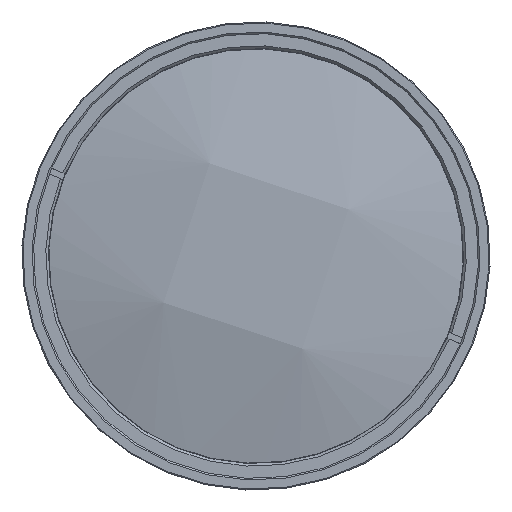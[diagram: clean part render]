
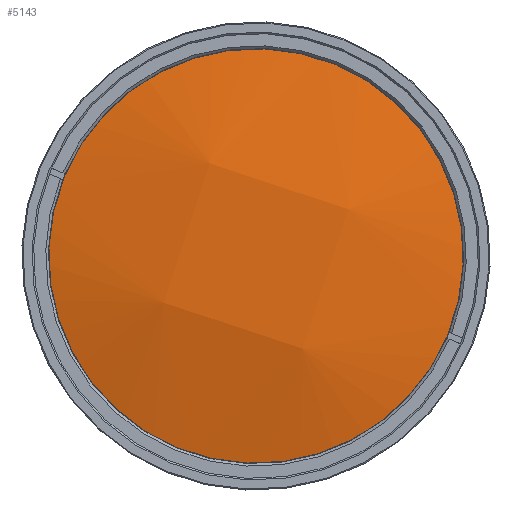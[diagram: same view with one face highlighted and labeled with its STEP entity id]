
A CAD part, left-side view. The second image highlights one B-rep face of the part: STEP entity #5143.
In plain terms, the highlighted free-form (B-spline) face has degree [3, 3] with [4, 4] control points.
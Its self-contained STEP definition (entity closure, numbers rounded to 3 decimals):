
#122 = FACE_OUTER_BOUND ( 'NONE', #4384, .T. ) ;
#471 = EDGE_CURVE ( 'NONE', #9518, #7749, #2091, .T. ) ;
#1199 = ORIENTED_EDGE ( 'NONE', *, *, #3084, .T. ) ;
#1535 =( BOUNDED_SURFACE ( )  B_SPLINE_SURFACE ( 3, 3, ( 
 ( #8402, #3062, #13597, #1931 ),
 ( #2975, #5708, #7143, #1674 ),
 ( #8235, #5787, #16005, #10866 ),
 ( #13428, #10780, #12053, #4414 ) ),
 .UNSPECIFIED., .F., .F., .F. ) 
 B_SPLINE_SURFACE_WITH_KNOTS ( ( 4, 4 ),
 ( 4, 4 ),
 ( 0., 1. ),
 ( 0., 1. ),
 .UNSPECIFIED. ) 
 GEOMETRIC_REPRESENTATION_ITEM ( )  RATIONAL_B_SPLINE_SURFACE ( (
 ( 1., 0.972, 0.972, 1.),
 ( 0.972, 0.945, 0.945, 0.972),
 ( 0.972, 0.945, 0.945, 0.972),
 ( 1., 0.972, 0.972, 1.) ) ) 
 REPRESENTATION_ITEM ( '' )  SURFACE ( )  );
#1674 = CARTESIAN_POINT ( 'NONE',  ( -198.299, -44.968, 0.328 ) ) ;
#1735 = CARTESIAN_POINT ( 'NONE',  ( -196.419, 39.397, 13.044 ) ) ;
#1931 = CARTESIAN_POINT ( 'NONE',  ( -190.376, -51.431, 27.349 ) ) ;
#2091 = CIRCLE ( 'NONE', #4813, 41.5 ) ;
#2529 = CARTESIAN_POINT ( 'NONE',  ( -196.419, -39.397, -13.044 ) ) ;
#2975 = CARTESIAN_POINT ( 'NONE',  ( -198.299, 35.888, 27.098 ) ) ;
#3062 = CARTESIAN_POINT ( 'NONE',  ( -198.241, -0.149, 44.328 ) ) ;
#3084 = EDGE_CURVE ( 'NONE', #7749, #9518, #3409, .T. ) ;
#3409 = CIRCLE ( 'NONE', #10467, 41.5 ) ;
#3507 = DIRECTION ( 'NONE',  ( 0., 0.949, 0.314 ) ) ;
#4076 = DIRECTION ( 'NONE',  ( 0., 0.949, 0.314 ) ) ;
#4384 = EDGE_LOOP ( 'NONE', ( #1199, #14609 ) ) ;
#4414 = CARTESIAN_POINT ( 'NONE',  ( -190.376, -24.949, -52.638 ) ) ;
#4813 = AXIS2_PLACEMENT_3D ( 'NONE', #10523, #15746, #4076 ) ;
#5143 = ADVANCED_FACE ( 'NONE', ( #122 ), #1535, .T. ) ;
#5708 = CARTESIAN_POINT ( 'NONE',  ( -206.625, 9.319, 18.302 ) ) ;
#5787 = CARTESIAN_POINT ( 'NONE',  ( -206.625, 18.4, -9.125 ) ) ;
#7143 = CARTESIAN_POINT ( 'NONE',  ( -206.625, -18.4, 9.125 ) ) ;
#7749 = VERTEX_POINT ( 'NONE', #1735 ) ;
#8235 = CARTESIAN_POINT ( 'NONE',  ( -198.299, 44.968, -0.328 ) ) ;
#8402 = CARTESIAN_POINT ( 'NONE',  ( -190.376, 24.949, 52.638 ) ) ;
#9518 = VERTEX_POINT ( 'NONE', #2529 ) ;
#10467 = AXIS2_PLACEMENT_3D ( 'NONE', #12682, #15080, #3507 ) ;
#10523 = CARTESIAN_POINT ( 'NONE',  ( -196.419, 0., 0. ) ) ;
#10780 = CARTESIAN_POINT ( 'NONE',  ( -198.241, 26.334, -35.659 ) ) ;
#10866 = CARTESIAN_POINT ( 'NONE',  ( -198.299, -35.888, -27.098 ) ) ;
#12053 = CARTESIAN_POINT ( 'NONE',  ( -198.241, 0.149, -44.328 ) ) ;
#12682 = CARTESIAN_POINT ( 'NONE',  ( -196.419, 0., 0. ) ) ;
#13428 = CARTESIAN_POINT ( 'NONE',  ( -190.376, 51.431, -27.349 ) ) ;
#13597 = CARTESIAN_POINT ( 'NONE',  ( -198.241, -26.334, 35.659 ) ) ;
#14609 = ORIENTED_EDGE ( 'NONE', *, *, #471, .T. ) ;
#15080 = DIRECTION ( 'NONE',  ( -1., 0., 0. ) ) ;
#15746 = DIRECTION ( 'NONE',  ( -1., 0., 0. ) ) ;
#16005 = CARTESIAN_POINT ( 'NONE',  ( -206.625, -9.319, -18.302 ) ) ;
